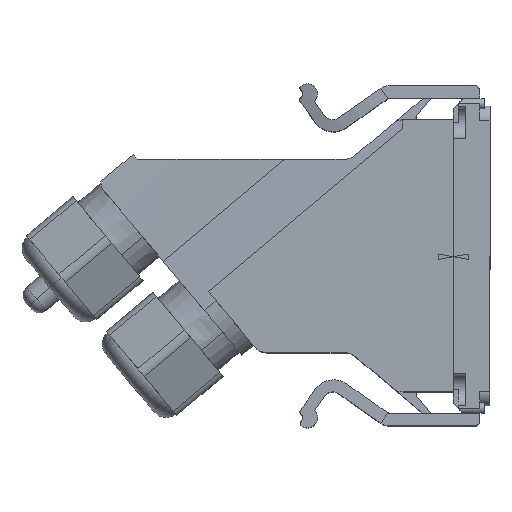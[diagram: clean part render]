
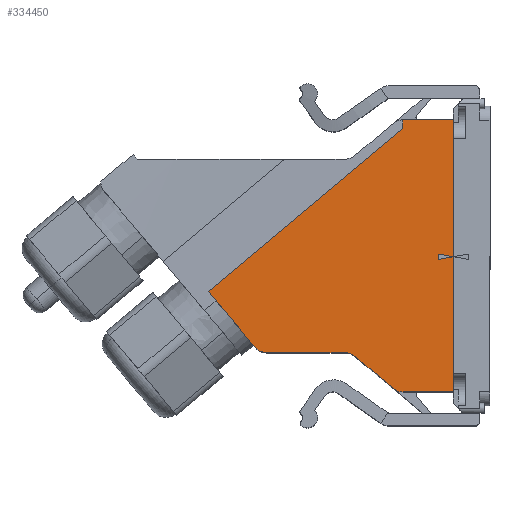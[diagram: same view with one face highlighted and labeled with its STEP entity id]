
A CAD part, left-side view. The second image highlights one B-rep face of the part: STEP entity #334450.
In plain terms, the highlighted face is planar.
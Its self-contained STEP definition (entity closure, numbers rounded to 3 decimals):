
#162730=CARTESIAN_POINT('',(-236.945,256.119,
9.908));
#162740=VERTEX_POINT('',#162730);
#162770=CARTESIAN_POINT('',(-236.945,256.119,0.));
#162780=DIRECTION('',(0.,0.,1.));
#162790=VECTOR('',#162780,1.);
#162800=LINE('',#162770,#162790);
#162810=CARTESIAN_POINT('',(-236.945,256.119,
0.));
#162820=VERTEX_POINT('',#162810);
#162830=EDGE_CURVE('',#162820,#162740,#162800,.T.);
#185410=CARTESIAN_POINT('',(-236.948,255.417,
11.836));
#185420=VERTEX_POINT('',#185410);
#185450=CARTESIAN_POINT('',(-236.956,253.119,
9.908));
#185460=DIRECTION('',(-1.,0.004,0.));
#185470=DIRECTION('',(-0.004,-1.,
0.));
#185480=AXIS2_PLACEMENT_3D('',#185450,#185460,#185470);
#185490=ELLIPSE('',#185480,3.,3.);
#185500=EDGE_CURVE('',#185420,#162740,#185490,.T.);
#196040=CARTESIAN_POINT('',(-237.144,203.98,10.));
#196050=VERTEX_POINT('',#196040);
#196200=CARTESIAN_POINT('',(-237.15,202.221,10.));
#196210=VERTEX_POINT('',#196200);
#196240=CARTESIAN_POINT('',(-237.921,0.,10.));
#196250=DIRECTION('',(0.004,1.,0.));
#196260=VECTOR('',#196250,1.);
#196270=LINE('',#196240,#196260);
#196280=EDGE_CURVE('',#196210,#196050,#196270,.T.);
#205710=CARTESIAN_POINT('',(-236.975,248.316,
21.391));
#205720=VERTEX_POINT('',#205710);
#205750=CARTESIAN_POINT('',(-236.963,251.316,
21.391));
#205760=DIRECTION('',(-1.,0.004,0.));
#205770=DIRECTION('',(-0.004,-1.,
0.));
#205780=AXIS2_PLACEMENT_3D('',#205750,#205760,#205770);
#205790=ELLIPSE('',#205780,3.,3.);
#205800=CARTESIAN_POINT('',(-236.972,249.018,
19.463));
#205810=VERTEX_POINT('',#205800);
#205820=EDGE_CURVE('',#205810,#205720,#205790,.T.);
#212120=CARTESIAN_POINT('',(-237.047,229.337,0.));
#212130=DIRECTION('',(0.001,0.174,
-0.985));
#212140=VECTOR('',#212130,1.);
#212150=LINE('',#212120,#212140);
#212160=CARTESIAN_POINT('',(-237.049,228.81,
2.99));
#212170=VERTEX_POINT('',#212160);
#212180=CARTESIAN_POINT('',(-237.047,229.336,
0.01));
#212190=VERTEX_POINT('',#212180);
#212200=EDGE_CURVE('',#212170,#212190,#212150,.T.);
#222930=CARTESIAN_POINT('',(-236.91,265.349,0.));
#222940=DIRECTION('',(-0.002,-0.643,
0.766));
#222950=VECTOR('',#222940,1.);
#222960=LINE('',#222930,#222950);
#222970=EDGE_CURVE('',#185420,#205810,#222960,.T.);
#235790=CARTESIAN_POINT('',(-237.021,236.241,
48.447));
#235800=VERTEX_POINT('',#235790);
#235850=CARTESIAN_POINT('',(-237.176,195.589,0.));
#235860=DIRECTION('',(0.002,0.643,
0.766));
#235870=VECTOR('',#235860,1.);
#235880=LINE('',#235850,#235870);
#235890=EDGE_CURVE('',#196050,#235800,#235880,.T.);
#239620=CARTESIAN_POINT('',(-237.921,0.,246.677));
#239630=DIRECTION('',(-0.003,-0.766,
0.643));
#239640=VECTOR('',#239630,1.);
#239650=LINE('',#239620,#239640);
#239660=CARTESIAN_POINT('',(-236.979,247.245,
39.214));
#239670=VERTEX_POINT('',#239660);
#239680=EDGE_CURVE('',#239670,#235800,#239650,.T.);
#254750=CARTESIAN_POINT('',(-237.921,0.,2.99));
#254760=DIRECTION('',(-0.004,-1.,0.));
#254770=VECTOR('',#254760,1.);
#254780=LINE('',#254750,#254770);
#254790=CARTESIAN_POINT('',(-237.045,229.861,
2.99));
#254800=VERTEX_POINT('',#254790);
#254810=EDGE_CURVE('',#254800,#212170,#254780,.T.);
#260840=CARTESIAN_POINT('',(-237.15,202.219,
0.));
#260850=VERTEX_POINT('',#260840);
#260880=CARTESIAN_POINT('',(-237.15,202.219,0.));
#260890=DIRECTION('',(0.,0.,-1.));
#260900=VECTOR('',#260890,1.);
#260910=LINE('',#260880,#260900);
#260920=CARTESIAN_POINT('',(-237.15,202.219,9.908
));
#260930=VERTEX_POINT('',#260920);
#260940=EDGE_CURVE('',#260930,#260850,#260910,.T.);
#261600=CARTESIAN_POINT('',(-237.139,205.219,
9.908));
#261610=DIRECTION('',(-1.,0.004,0.));
#261620=DIRECTION('',(-0.004,-1.,
0.));
#261630=AXIS2_PLACEMENT_3D('',#261600,#261610,#261620);
#261640=ELLIPSE('',#261630,3.,3.);
#261650=EDGE_CURVE('',#260930,#196210,#261640,.T.);
#261850=CARTESIAN_POINT('',(-237.047,229.334,0.));
#261860=DIRECTION('',(0.001,0.174,
0.985));
#261870=VECTOR('',#261860,1.);
#261880=LINE('',#261850,#261870);
#261890=EDGE_CURVE('',#212190,#254800,#261880,.T.);
#262990=CARTESIAN_POINT('',(-236.986,245.316,
36.916));
#263000=DIRECTION('',(-1.,0.004,0.));
#263010=DIRECTION('',(-0.004,-1.,
0.));
#263020=AXIS2_PLACEMENT_3D('',#262990,#263000,#263010);
#263030=ELLIPSE('',#263020,3.,3.);
#263040=CARTESIAN_POINT('',(-236.975,248.316,
36.916));
#263050=VERTEX_POINT('',#263040);
#263060=EDGE_CURVE('',#239670,#263050,#263030,.T.);
#268080=CARTESIAN_POINT('',(-236.975,248.316,0.));
#268090=DIRECTION('',(0.,0.,1.));
#268100=VECTOR('',#268090,1.);
#268110=LINE('',#268080,#268100);
#268120=EDGE_CURVE('',#205720,#263050,#268110,.T.);
#334160=CARTESIAN_POINT('',(-237.002,241.048,
-3.476));
#334170=DIRECTION('',(-1.,0.004,0.));
#334180=DIRECTION('',(-0.004,-1.,
0.));
#334190=AXIS2_PLACEMENT_3D('',#334160,#334170,#334180);
#334200=PLANE('',#334190);
#334210=ORIENTED_EDGE('',*,*,#261890,.T.);
#334220=ORIENTED_EDGE('',*,*,#212200,.T.);
#334230=ORIENTED_EDGE('',*,*,#254810,.T.);
#334240=EDGE_LOOP('',(#334230,#334220,#334210));
#334250=FACE_BOUND('',#334240,.T.);
#334260=ORIENTED_EDGE('',*,*,#162830,.F.);
#334270=ORIENTED_EDGE('',*,*,#185500,.T.);
#334280=ORIENTED_EDGE('',*,*,#222970,.F.);
#334290=ORIENTED_EDGE('',*,*,#205820,.F.);
#334300=ORIENTED_EDGE('',*,*,#268120,.F.);
#334310=ORIENTED_EDGE('',*,*,#263060,.T.);
#334320=ORIENTED_EDGE('',*,*,#239680,.F.);
#334330=ORIENTED_EDGE('',*,*,#235890,.T.);
#334340=ORIENTED_EDGE('',*,*,#196280,.T.);
#334350=ORIENTED_EDGE('',*,*,#261650,.T.);
#334360=ORIENTED_EDGE('',*,*,#260940,.F.);
#334370=CARTESIAN_POINT('',(-237.921,0.,0.));
#334380=DIRECTION('',(0.004,1.,0.));
#334390=VECTOR('',#334380,1.);
#334400=LINE('',#334370,#334390);
#334410=EDGE_CURVE('',#260850,#162820,#334400,.T.);
#334420=ORIENTED_EDGE('',*,*,#334410,.F.);
#334430=EDGE_LOOP('',(#334420,#334360,#334350,#334340,#334330,#334320,
#334310,#334300,#334290,#334280,#334270,#334260));
#334440=FACE_OUTER_BOUND('',#334430,.T.);
#334450=ADVANCED_FACE('',(#334250,#334440),#334200,.T.);
